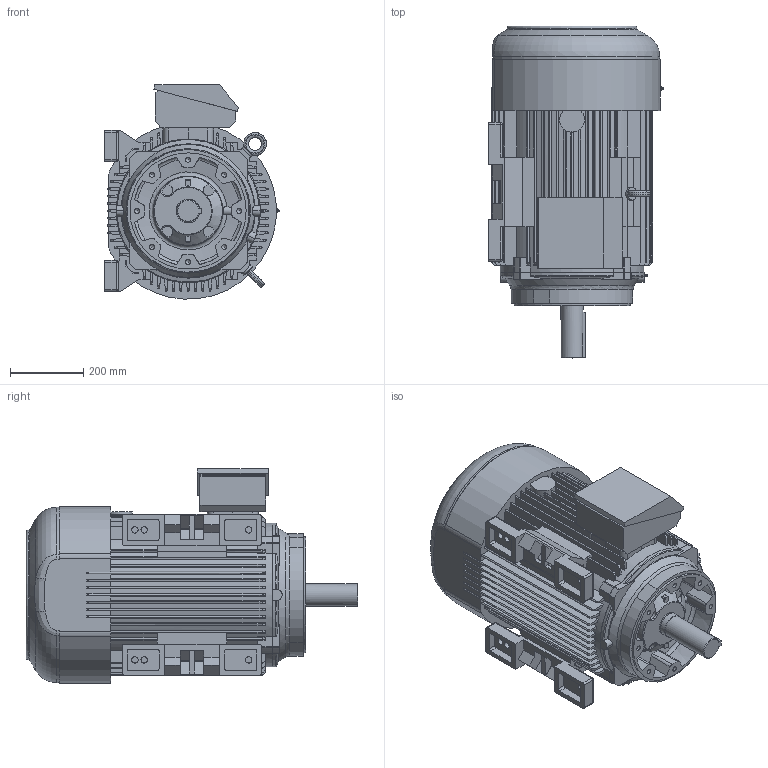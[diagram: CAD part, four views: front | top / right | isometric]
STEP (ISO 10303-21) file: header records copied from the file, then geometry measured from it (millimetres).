
FILE_DESCRIPTION( ( 'Unknown' ), '1' );
FILE_NAME( 'SIE360_TCL4_6.stp', 'Unknown', ( 'Unknown' ), ( 'Unknown' ), 'XStep 1.0', 'Unknown', ' ' );
FILE_SCHEMA( ( 'CONFIG_CONTROL_DESIGN' ) );
Length unit declared in the file: millimetre
Products named in the file (1): 1
Bounding box: 478.53 x 907.39 x 585.82 mm (x, y, z)
Volume: 111683070.8 mm3; surface area: 2971515.5 mm2
Topology: 1 solids, 4 shells, 886 faces, 2492 edges, 1621 vertices
Faces by surface type: plane 524, cylinder 255, torus 52, cone 38, sphere 10, bspline 7
Full cylindrical faces by diameter (mm): 1.6 x2, 5 x2, 10 x3, 13.376 x8, 17.5 x6, 35 x4, 60.7 x1, 61.988 x1, 64.5 x1, 64.997 x1, 190 x1
Entity records: 31568 total; most frequent: CARTESIAN_POINT 9000, ORIENTED_EDGE 4764, DIRECTION 4614, EDGE_CURVE 2382, VERTEX_POINT 1594, AXIS2_PLACEMENT_3D 1587, LINE 1440, VECTOR 1440
